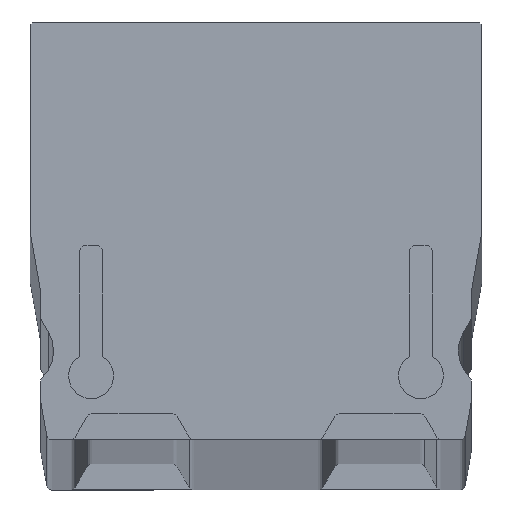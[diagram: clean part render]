
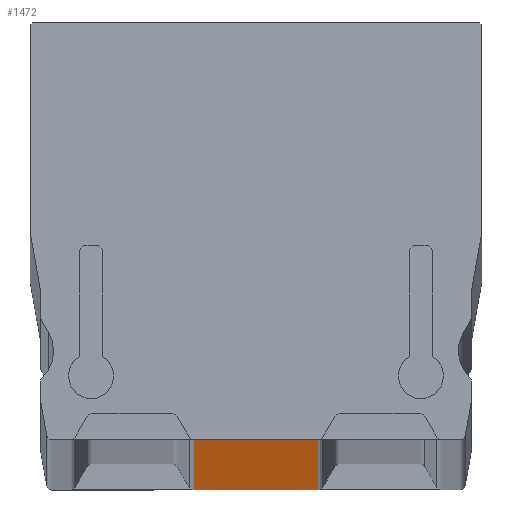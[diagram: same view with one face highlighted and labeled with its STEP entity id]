
A CAD part, top view. The second image highlights one B-rep face of the part: STEP entity #1472.
In plain terms, the highlighted planar face has unit normal (0, -1, 0).
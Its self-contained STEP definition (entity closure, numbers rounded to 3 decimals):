
#159 = VERTEX_POINT ( 'NONE', #1927 ) ;
#228 = LINE ( 'NONE', #1066, #3039 ) ;
#237 = VERTEX_POINT ( 'NONE', #3536 ) ;
#305 = DIRECTION ( 'NONE',  ( 1., 0., 0. ) ) ;
#341 = ORIENTED_EDGE ( 'NONE', *, *, #2836, .T. ) ;
#551 = VECTOR ( 'NONE', #305, 1000. ) ;
#599 = DIRECTION ( 'NONE',  ( 0., 0., -1. ) ) ;
#605 = VECTOR ( 'NONE', #2766, 1000. ) ;
#827 = VERTEX_POINT ( 'NONE', #1604 ) ;
#892 = DIRECTION ( 'NONE',  ( 0., 1., 0. ) ) ;
#953 = VECTOR ( 'NONE', #599, 1000. ) ;
#1043 = AXIS2_PLACEMENT_3D ( 'NONE', #1153, #892, #1693 ) ;
#1066 = CARTESIAN_POINT ( 'NONE',  ( 2.385, 0., 1100. ) ) ;
#1153 = CARTESIAN_POINT ( 'NONE',  ( 0., 0., 1100. ) ) ;
#1166 = LINE ( 'NONE', #2548, #953 ) ;
#1361 = VERTEX_POINT ( 'NONE', #2522 ) ;
#1472 = ADVANCED_FACE ( 'NONE', ( #3139 ), #3501, .F. ) ;
#1604 = CARTESIAN_POINT ( 'NONE',  ( -2.385, 0., 1100. ) ) ;
#1624 = LINE ( 'NONE', #1921, #605 ) ;
#1693 = DIRECTION ( 'NONE',  ( -1., 0., 0. ) ) ;
#1921 = CARTESIAN_POINT ( 'NONE',  ( 0., 0., 0. ) ) ;
#1927 = CARTESIAN_POINT ( 'NONE',  ( -2.385, 0., 0. ) ) ;
#2063 = EDGE_CURVE ( 'NONE', #159, #237, #1624, .T. ) ;
#2402 = ORIENTED_EDGE ( 'NONE', *, *, #3449, .T. ) ;
#2522 = CARTESIAN_POINT ( 'NONE',  ( 2.385, 0., 1100. ) ) ;
#2548 = CARTESIAN_POINT ( 'NONE',  ( -2.385, 0., 1100. ) ) ;
#2643 = EDGE_CURVE ( 'NONE', #827, #1361, #2924, .T. ) ;
#2766 = DIRECTION ( 'NONE',  ( 1., 0., 0. ) ) ;
#2836 = EDGE_CURVE ( 'NONE', #237, #1361, #228, .T. ) ;
#2901 = CARTESIAN_POINT ( 'NONE',  ( 0., 0., 1100. ) ) ;
#2924 = LINE ( 'NONE', #2901, #551 ) ;
#3039 = VECTOR ( 'NONE', #3063, 1000. ) ;
#3063 = DIRECTION ( 'NONE',  ( 0., 0., 1. ) ) ;
#3139 = FACE_OUTER_BOUND ( 'NONE', #3642, .T. ) ;
#3449 = EDGE_CURVE ( 'NONE', #827, #159, #1166, .T. ) ;
#3501 = PLANE ( 'NONE',  #1043 ) ;
#3536 = CARTESIAN_POINT ( 'NONE',  ( 2.385, 0., 0. ) ) ;
#3576 = ORIENTED_EDGE ( 'NONE', *, *, #2643, .F. ) ;
#3622 = ORIENTED_EDGE ( 'NONE', *, *, #2063, .T. ) ;
#3642 = EDGE_LOOP ( 'NONE', ( #3622, #341, #3576, #2402 ) ) ;
